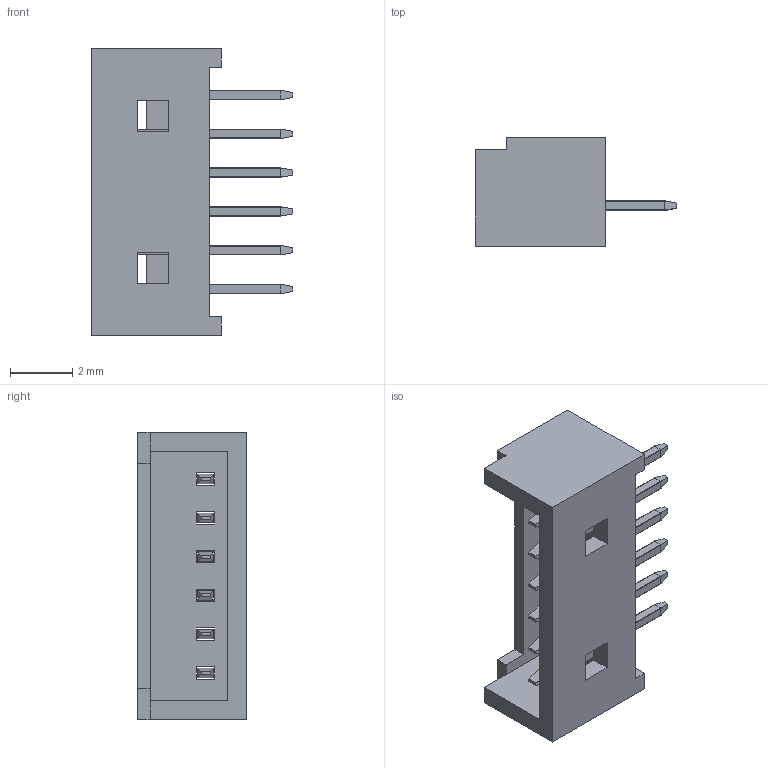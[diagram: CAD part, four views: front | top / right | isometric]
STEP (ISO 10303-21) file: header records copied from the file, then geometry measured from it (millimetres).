
FILE_DESCRIPTION(/* description */ (''),/* implementation_level */ '2;1');
FILE_NAME(/* name */ 'XH1.25 6w.step',/* time_stamp */ '2019-08-09T11:59:09+05:00',/* author */ (''),/* organization */ (''),/* preprocessor_version */ 'ST-DEVELOPER v18',/* originating_system */ 'Autodesk Translation Framework v8.2.0.1029',/* authorisation */ '');
FILE_SCHEMA (('AUTOMOTIVE_DESIGN { 1 0 10303 214 3 1 1 }'));
Length unit declared in the file: millimetre
Products named in the file (1): User Library-53047-0610
Bounding box: 6.5 x 3.5 x 9.25 mm (x, y, z)
Volume: 60.3 mm3; surface area: 261.4 mm2
Topology: 7 solids, 7 shells, 186 faces, 490 edges, 318 vertices
Faces by surface type: plane 162, cylinder 24
Entity records: 5731 total; most frequent: CARTESIAN_POINT 995, ORIENTED_EDGE 980, DIRECTION 936, EDGE_CURVE 490, LINE 418, VECTOR 418, VERTEX_POINT 318, AXIS2_PLACEMENT_3D 259
